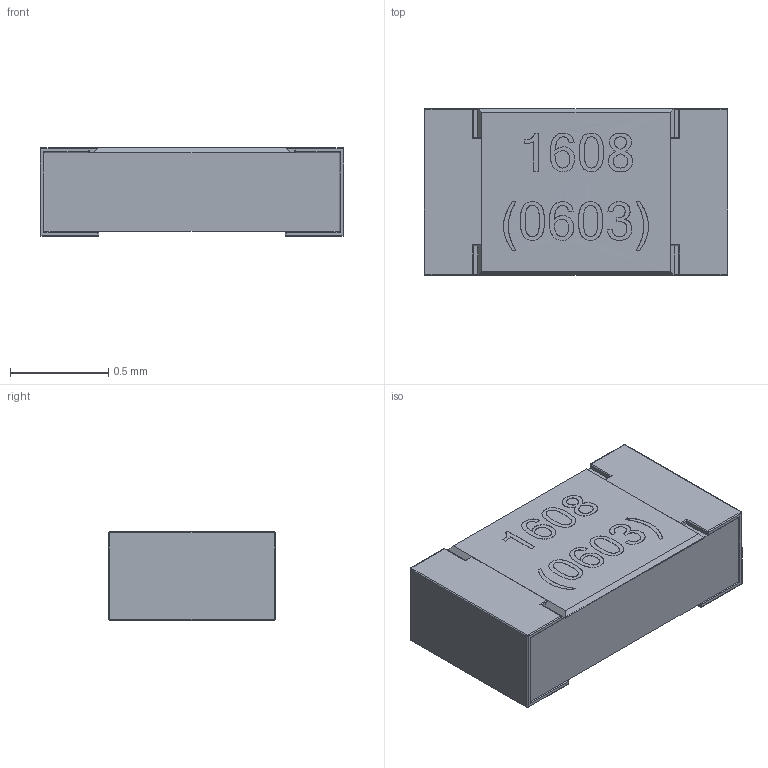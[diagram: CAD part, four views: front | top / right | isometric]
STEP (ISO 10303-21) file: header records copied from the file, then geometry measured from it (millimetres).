
FILE_DESCRIPTION (( 'STEP AP214' ), '1' );
FILE_NAME ('F831CF61-DB59-4656-ABFD-1DAD66E30743.STEP', '2025-05-22T20:05:17', ( '' ), ( '' ), 'SwSTEP 2.0', 'SolidWorks 2022', '' );
FILE_SCHEMA (( 'AUTOMOTIVE_DESIGN' ));
Length unit declared in the file: centimetre
Products named in the file (1): F831CF61-DB59-4656-ABFD-1DAD66E30743
Bounding box: 1.55 x 0.85 x 0.45 mm (x, y, z)
Volume: 0.6 mm3; surface area: 4.8 mm2
Topology: 1 solids, 1 shells, 263 faces, 660 edges, 400 vertices
Faces by surface type: bspline 150, plane 67, cylinder 46
Entity records: 10870 total; most frequent: CARTESIAN_POINT 2829, ORIENTED_EDGE 1288, EDGE_CURVE 644, DIRECTION 625, VERTEX_POINT 400, LINE 301, VECTOR 301, EDGE_LOOP 280
